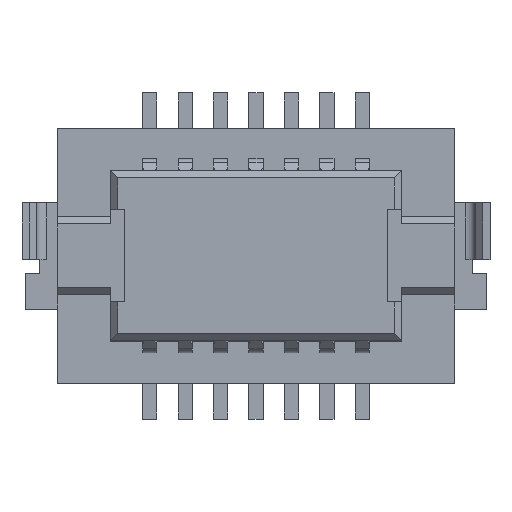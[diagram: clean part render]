
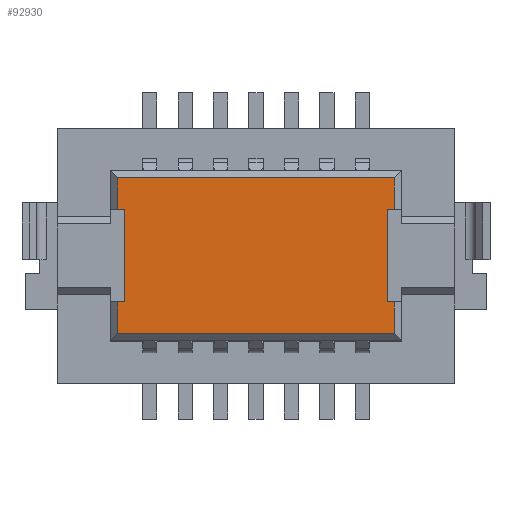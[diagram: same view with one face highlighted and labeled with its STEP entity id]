
A CAD part, top view. The second image highlights one B-rep face of the part: STEP entity #92930.
In plain terms, the highlighted planar face has unit normal (0, 0, 1).
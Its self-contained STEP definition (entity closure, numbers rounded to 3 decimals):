
#6610=CARTESIAN_POINT('',(-1.35,2.15,2.2));
#6620=VERTEX_POINT('',#6610);
#6650=CARTESIAN_POINT('',(1.5,2.15,2.2));
#6660=DIRECTION('',(1.,0.,0.));
#6670=VECTOR('',#6660,1.);
#6680=LINE('',#6650,#6670);
#6690=CARTESIAN_POINT('',(-1.25,2.15,2.2));
#6700=VERTEX_POINT('',#6690);
#6710=EDGE_CURVE('',#6620,#6700,#6680,.T.);
#9570=CARTESIAN_POINT('',(-1.35,0.4,2.2));
#9580=VERTEX_POINT('',#9570);
#9730=CARTESIAN_POINT('',(-1.35,0.85,2.2));
#9740=VERTEX_POINT('',#9730);
#9770=CARTESIAN_POINT('',(-1.35,0.625,2.2));
#9780=DIRECTION('',(0.,-1.,0.));
#9790=VECTOR('',#9780,1.);
#9800=LINE('',#9770,#9790);
#9810=EDGE_CURVE('',#9740,#9580,#9800,.T.);
#11070=CARTESIAN_POINT('',(-1.25,0.,2.2));
#11080=DIRECTION('',(0.,-1.,0.));
#11090=VECTOR('',#11080,1.);
#11100=LINE('',#11070,#11090);
#11110=CARTESIAN_POINT('',(-1.25,0.85,2.2));
#11120=VERTEX_POINT('',#11110);
#11130=EDGE_CURVE('',#6700,#11120,#11100,.T.);
#19140=CARTESIAN_POINT('',(1.5,0.85,2.2));
#19150=DIRECTION('',(-1.,0.,0.));
#19160=VECTOR('',#19150,1.);
#19170=LINE('',#19140,#19160);
#19180=EDGE_CURVE('',#11120,#9740,#19170,.T.);
#25830=CARTESIAN_POINT('',(-1.35,2.6,2.2));
#25840=VERTEX_POINT('',#25830);
#25870=CARTESIAN_POINT('',(-1.35,2.375,2.2));
#25880=DIRECTION('',(0.,-1.,0.));
#25890=VECTOR('',#25880,1.);
#25900=LINE('',#25870,#25890);
#25910=EDGE_CURVE('',#25840,#6620,#25900,.T.);
#92140=CARTESIAN_POINT('',(2.55,2.6,2.2));
#92150=VERTEX_POINT('',#92140);
#92230=CARTESIAN_POINT('',(2.55,2.15,2.2));
#92240=VERTEX_POINT('',#92230);
#92270=CARTESIAN_POINT('',(2.55,2.375,2.2));
#92280=DIRECTION('',(0.,1.,0.));
#92290=VECTOR('',#92280,1.);
#92300=LINE('',#92270,#92290);
#92310=EDGE_CURVE('',#92240,#92150,#92300,.T.);
#92360=CARTESIAN_POINT('',(0.,0.,2.2));
#92370=DIRECTION('',(0.,0.,1.));
#92380=DIRECTION('',(1.,0.,0.));
#92390=AXIS2_PLACEMENT_3D('',#92360,#92370,#92380);
#92400=PLANE('',#92390);
#92410=ORIENTED_EDGE('',*,*,#9810,.T.);
#92420=ORIENTED_EDGE('',*,*,#19180,.T.);
#92430=ORIENTED_EDGE('',*,*,#11130,.T.);
#92440=ORIENTED_EDGE('',*,*,#6710,.T.);
#92450=ORIENTED_EDGE('',*,*,#25910,.T.);
#92460=CARTESIAN_POINT('',(-0.5,2.6,2.2));
#92470=DIRECTION('',(1.,0.,0.));
#92480=VECTOR('',#92470,1.);
#92490=LINE('',#92460,#92480);
#92500=EDGE_CURVE('',#25840,#92150,#92490,.T.);
#92510=ORIENTED_EDGE('',*,*,#92500,.F.);
#92520=ORIENTED_EDGE('',*,*,#92310,.T.);
#92530=CARTESIAN_POINT('',(0.,2.15,2.2));
#92540=DIRECTION('',(1.,0.,0.));
#92550=VECTOR('',#92540,1.);
#92560=LINE('',#92530,#92550);
#92570=CARTESIAN_POINT('',(2.45,2.15,2.2));
#92580=VERTEX_POINT('',#92570);
#92590=EDGE_CURVE('',#92580,#92240,#92560,.T.);
#92600=ORIENTED_EDGE('',*,*,#92590,.T.);
#92610=CARTESIAN_POINT('',(2.45,0.,2.2));
#92620=DIRECTION('',(0.,1.,0.));
#92630=VECTOR('',#92620,1.);
#92640=LINE('',#92610,#92630);
#92650=CARTESIAN_POINT('',(2.45,0.85,2.2));
#92660=VERTEX_POINT('',#92650);
#92670=EDGE_CURVE('',#92660,#92580,#92640,.T.);
#92680=ORIENTED_EDGE('',*,*,#92670,.T.);
#92690=CARTESIAN_POINT('',(0.,0.85,2.2));
#92700=DIRECTION('',(-1.,0.,0.));
#92710=VECTOR('',#92700,1.);
#92720=LINE('',#92690,#92710);
#92730=CARTESIAN_POINT('',(2.55,0.85,2.2));
#92740=VERTEX_POINT('',#92730);
#92750=EDGE_CURVE('',#92740,#92660,#92720,.T.);
#92760=ORIENTED_EDGE('',*,*,#92750,.T.);
#92770=CARTESIAN_POINT('',(2.55,0.625,2.2));
#92780=DIRECTION('',(0.,1.,0.));
#92790=VECTOR('',#92780,1.);
#92800=LINE('',#92770,#92790);
#92810=CARTESIAN_POINT('',(2.55,0.4,2.2));
#92820=VERTEX_POINT('',#92810);
#92830=EDGE_CURVE('',#92820,#92740,#92800,.T.);
#92840=ORIENTED_EDGE('',*,*,#92830,.T.);
#92850=CARTESIAN_POINT('',(-0.5,0.4,2.2));
#92860=DIRECTION('',(1.,0.,0.));
#92870=VECTOR('',#92860,1.);
#92880=LINE('',#92850,#92870);
#92890=EDGE_CURVE('',#9580,#92820,#92880,.T.);
#92900=ORIENTED_EDGE('',*,*,#92890,.T.);
#92910=EDGE_LOOP('',(#92900,#92840,#92760,#92680,#92600,#92520,#92510,
#92450,#92440,#92430,#92420,#92410));
#92920=FACE_OUTER_BOUND('',#92910,.T.);
#92930=ADVANCED_FACE('',(#92920),#92400,.T.);
